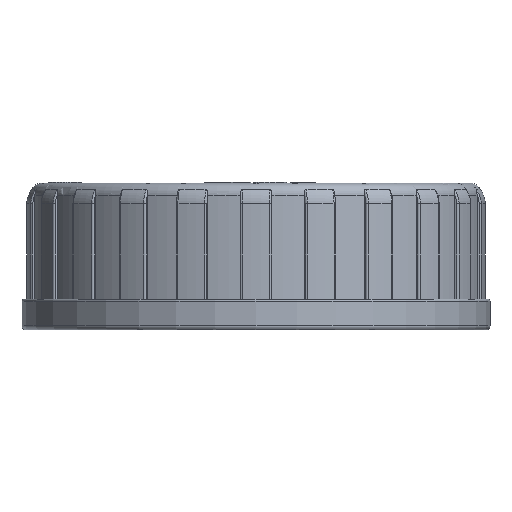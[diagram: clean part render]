
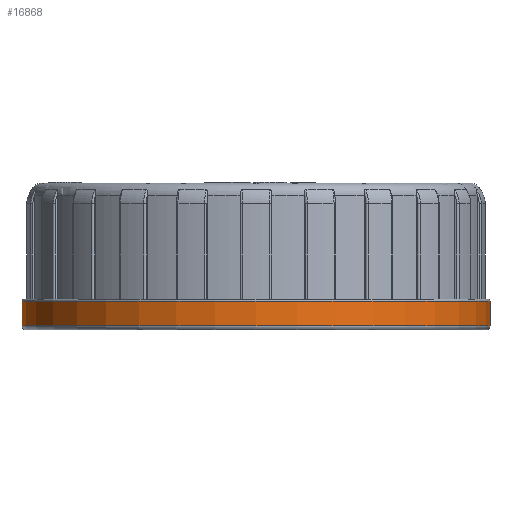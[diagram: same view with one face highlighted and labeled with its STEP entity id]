
A CAD part, front view. The second image highlights one B-rep face of the part: STEP entity #16868.
In plain terms, the highlighted cylindrical face has radius 59.35 mm (diameter 118.7 mm), a full revolution.
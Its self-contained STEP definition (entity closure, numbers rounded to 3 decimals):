
#942=FACE_OUTER_BOUND('',#1846,.T.);
#1846=EDGE_LOOP('',(#11688,#11689,#11690,#11691,#11692,#11693));
#2931=CIRCLE('',#17794,59.35);
#2932=CIRCLE('',#17795,59.35);
#2933=CIRCLE('',#17797,59.35);
#2934=CIRCLE('',#17798,59.35);
#3179=LINE('',#26453,#5259);
#5259=VECTOR('',#19027,59.35);
#7371=VERTEX_POINT('',#26444);
#7372=VERTEX_POINT('',#26446);
#7373=VERTEX_POINT('',#26450);
#7374=VERTEX_POINT('',#26451);
#9092=EDGE_CURVE('',#7372,#7371,#2931,.T.);
#9093=EDGE_CURVE('',#7371,#7372,#2932,.T.);
#9094=EDGE_CURVE('',#7373,#7374,#2933,.T.);
#9095=EDGE_CURVE('',#7374,#7372,#3179,.T.);
#9096=EDGE_CURVE('',#7374,#7373,#2934,.T.);
#11688=ORIENTED_EDGE('',*,*,#9094,.T.);
#11689=ORIENTED_EDGE('',*,*,#9095,.T.);
#11690=ORIENTED_EDGE('',*,*,#9092,.T.);
#11691=ORIENTED_EDGE('',*,*,#9093,.T.);
#11692=ORIENTED_EDGE('',*,*,#9095,.F.);
#11693=ORIENTED_EDGE('',*,*,#9096,.T.);
#16744=CYLINDRICAL_SURFACE('',#17796,59.35);
#16868=ADVANCED_FACE('',(#942),#16744,.T.);
#17794=AXIS2_PLACEMENT_3D('',#26447,#19019,#19020);
#17795=AXIS2_PLACEMENT_3D('',#26448,#19021,#19022);
#17796=AXIS2_PLACEMENT_3D('',#26449,#19023,#19024);
#17797=AXIS2_PLACEMENT_3D('',#26452,#19025,#19026);
#17798=AXIS2_PLACEMENT_3D('',#26454,#19028,#19029);
#19019=DIRECTION('center_axis',(0.,0.,1.));
#19020=DIRECTION('ref_axis',(-1.,0.,0.));
#19021=DIRECTION('center_axis',(0.,0.,1.));
#19022=DIRECTION('ref_axis',(-1.,0.,0.));
#19023=DIRECTION('center_axis',(0.,0.,1.));
#19024=DIRECTION('ref_axis',(-1.,0.,0.));
#19025=DIRECTION('center_axis',(0.,0.,-1.));
#19026=DIRECTION('ref_axis',(-1.,0.,0.));
#19027=DIRECTION('',(0.,0.,-1.));
#19028=DIRECTION('center_axis',(0.,0.,-1.));
#19029=DIRECTION('ref_axis',(-1.,0.,0.));
#26444=CARTESIAN_POINT('',(-59.35,0.,1.));
#26446=CARTESIAN_POINT('',(59.35,0.,1.));
#26447=CARTESIAN_POINT('Origin',(0.,0.,1.));
#26448=CARTESIAN_POINT('Origin',(0.,0.,1.));
#26449=CARTESIAN_POINT('Origin',(0.,0.,0.));
#26450=CARTESIAN_POINT('',(-59.35,0.,7.3));
#26451=CARTESIAN_POINT('',(59.35,0.,7.3));
#26452=CARTESIAN_POINT('Origin',(0.,0.,7.3));
#26453=CARTESIAN_POINT('',(59.35,0.,0.));
#26454=CARTESIAN_POINT('Origin',(0.,0.,7.3));
